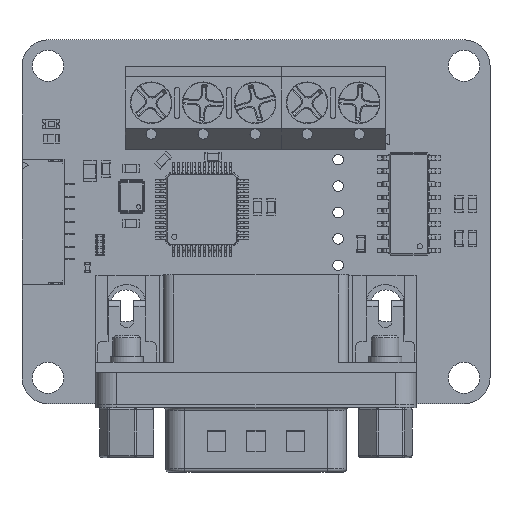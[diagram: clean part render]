
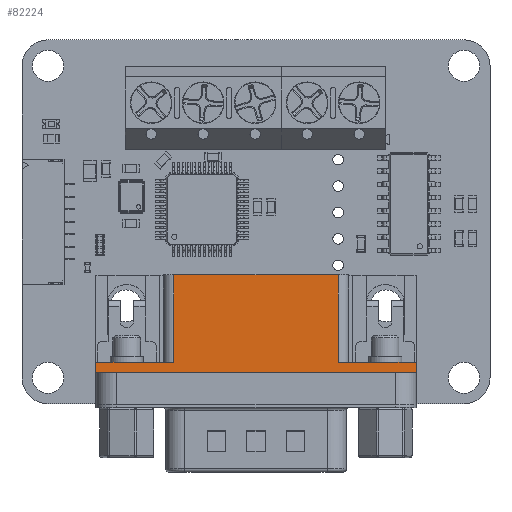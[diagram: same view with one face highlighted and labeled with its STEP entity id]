
A CAD part, top view. The second image highlights one B-rep face of the part: STEP entity #82224.
In plain terms, the highlighted planar face has unit normal (0, 0, 1).
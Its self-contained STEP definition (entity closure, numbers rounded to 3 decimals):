
#82117 = VERTEX_POINT('',#82118);
#82118 = CARTESIAN_POINT('',(-7.9,-5.122,10.4));
#82125 = EDGE_CURVE('',#82117,#82126,#82128,.T.);
#82126 = VERTEX_POINT('',#82127);
#82127 = CARTESIAN_POINT('',(7.9,-5.122,10.4));
#82128 = LINE('',#82129,#82130);
#82129 = CARTESIAN_POINT('',(-15.4,-5.122,10.4));
#82130 = VECTOR('',#82131,1.);
#82131 = DIRECTION('',(1.,0.,0.));
#82180 = VERTEX_POINT('',#82181);
#82181 = CARTESIAN_POINT('',(7.9,-13.522,10.4));
#82190 = EDGE_CURVE('',#82180,#82126,#82191,.T.);
#82191 = LINE('',#82192,#82193);
#82192 = CARTESIAN_POINT('',(7.9,-13.522,10.4));
#82193 = VECTOR('',#82194,1.);
#82194 = DIRECTION('',(0.,1.,0.));
#82224 = ADVANCED_FACE('',(#82225),#82291,.T.);
#82225 = FACE_BOUND('',#82226,.T.);
#82226 = EDGE_LOOP('',(#82227,#82228,#82236,#82244,#82252,#82260,#82268,
    #82276,#82284,#82290));
#82227 = ORIENTED_EDGE('',*,*,#82125,.F.);
#82228 = ORIENTED_EDGE('',*,*,#82229,.F.);
#82229 = EDGE_CURVE('',#82230,#82117,#82232,.T.);
#82230 = VERTEX_POINT('',#82231);
#82231 = CARTESIAN_POINT('',(-7.9,-13.522,10.4));
#82232 = LINE('',#82233,#82234);
#82233 = CARTESIAN_POINT('',(-7.9,-13.522,10.4));
#82234 = VECTOR('',#82235,1.);
#82235 = DIRECTION('',(0.,1.,0.));
#82236 = ORIENTED_EDGE('',*,*,#82237,.F.);
#82237 = EDGE_CURVE('',#82238,#82230,#82240,.T.);
#82238 = VERTEX_POINT('',#82239);
#82239 = CARTESIAN_POINT('',(-8.9,-13.522,10.4));
#82240 = LINE('',#82241,#82242);
#82241 = CARTESIAN_POINT('',(0.,-13.522,10.4));
#82242 = VECTOR('',#82243,1.);
#82243 = DIRECTION('',(1.,0.,0.));
#82244 = ORIENTED_EDGE('',*,*,#82245,.F.);
#82245 = EDGE_CURVE('',#82246,#82238,#82248,.T.);
#82246 = VERTEX_POINT('',#82247);
#82247 = CARTESIAN_POINT('',(-15.4,-13.522,10.4));
#82248 = LINE('',#82249,#82250);
#82249 = CARTESIAN_POINT('',(0.,-13.522,10.4));
#82250 = VECTOR('',#82251,1.);
#82251 = DIRECTION('',(1.,0.,0.));
#82252 = ORIENTED_EDGE('',*,*,#82253,.F.);
#82253 = EDGE_CURVE('',#82254,#82246,#82256,.T.);
#82254 = VERTEX_POINT('',#82255);
#82255 = CARTESIAN_POINT('',(-15.4,-14.522,10.4));
#82256 = LINE('',#82257,#82258);
#82257 = CARTESIAN_POINT('',(-15.4,-14.522,10.4));
#82258 = VECTOR('',#82259,1.);
#82259 = DIRECTION('',(0.,1.,0.));
#82260 = ORIENTED_EDGE('',*,*,#82261,.F.);
#82261 = EDGE_CURVE('',#82262,#82254,#82264,.T.);
#82262 = VERTEX_POINT('',#82263);
#82263 = CARTESIAN_POINT('',(15.4,-14.522,10.4));
#82264 = LINE('',#82265,#82266);
#82265 = CARTESIAN_POINT('',(15.4,-14.522,10.4));
#82266 = VECTOR('',#82267,1.);
#82267 = DIRECTION('',(-1.,0.,0.));
#82268 = ORIENTED_EDGE('',*,*,#82269,.F.);
#82269 = EDGE_CURVE('',#82270,#82262,#82272,.T.);
#82270 = VERTEX_POINT('',#82271);
#82271 = CARTESIAN_POINT('',(15.4,-13.522,10.4));
#82272 = LINE('',#82273,#82274);
#82273 = CARTESIAN_POINT('',(15.4,-5.122,10.4));
#82274 = VECTOR('',#82275,1.);
#82275 = DIRECTION('',(0.,-1.,0.));
#82276 = ORIENTED_EDGE('',*,*,#82277,.T.);
#82277 = EDGE_CURVE('',#82270,#82278,#82280,.T.);
#82278 = VERTEX_POINT('',#82279);
#82279 = CARTESIAN_POINT('',(8.9,-13.522,10.4));
#82280 = LINE('',#82281,#82282);
#82281 = CARTESIAN_POINT('',(15.4,-13.522,10.4));
#82282 = VECTOR('',#82283,1.);
#82283 = DIRECTION('',(-1.,0.,0.));
#82284 = ORIENTED_EDGE('',*,*,#82285,.T.);
#82285 = EDGE_CURVE('',#82278,#82180,#82286,.T.);
#82286 = LINE('',#82287,#82288);
#82287 = CARTESIAN_POINT('',(15.4,-13.522,10.4));
#82288 = VECTOR('',#82289,1.);
#82289 = DIRECTION('',(-1.,0.,-0.));
#82290 = ORIENTED_EDGE('',*,*,#82190,.T.);
#82291 = PLANE('',#82292);
#82292 = AXIS2_PLACEMENT_3D('',#82293,#82294,#82295);
#82293 = CARTESIAN_POINT('',(15.4,-5.122,10.4));
#82294 = DIRECTION('',(0.,0.,1.));
#82295 = DIRECTION('',(0.,-1.,0.));
